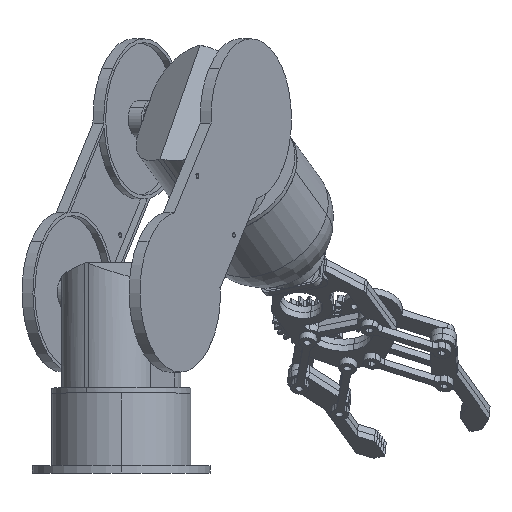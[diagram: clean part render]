
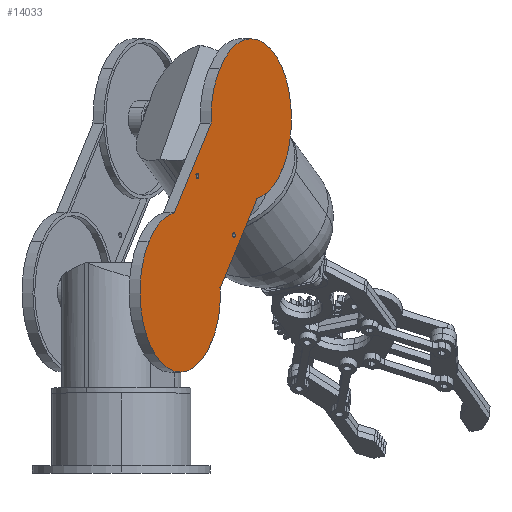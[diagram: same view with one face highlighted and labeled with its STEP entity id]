
A CAD part, top view. The second image highlights one B-rep face of the part: STEP entity #14033.
In plain terms, the highlighted planar face has unit normal (0.865, 0, 0.502).
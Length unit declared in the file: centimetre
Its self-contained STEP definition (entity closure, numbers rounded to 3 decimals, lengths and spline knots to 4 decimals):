
#15 = DIRECTION ( 'NONE',  ( -0.865, 0., -0.502 ) ) ;
#106 = DIRECTION ( 'NONE',  ( -0.389, 0.632, 0.67 ) ) ;
#530 = ORIENTED_EDGE ( 'NONE', *, *, #6452, .T. ) ;
#910 = DIRECTION ( 'NONE',  ( -0.865, 0., -0.502 ) ) ;
#1835 = EDGE_CURVE ( 'NONE', #18900, #28531, #22646, .T. ) ;
#1861 = CARTESIAN_POINT ( 'NONE',  ( 3.7792, 3.5073, 5.6194 ) ) ;
#2280 = CARTESIAN_POINT ( 'NONE',  ( 3.0389, 4.7118, 6.8963 ) ) ;
#2561 = AXIS2_PLACEMENT_3D ( 'NONE', #28570, #22688, #14851 ) ;
#2642 = EDGE_CURVE ( 'NONE', #23925, #5159, #30600, .T. ) ;
#2941 = CARTESIAN_POINT ( 'NONE',  ( 4.0457, 4.7871, 5.1597 ) ) ;
#4333 = DIRECTION ( 'NONE',  ( -0.865, 0., -0.502 ) ) ;
#4475 = AXIS2_PLACEMENT_3D ( 'NONE', #21024, #18156, #22920 ) ;
#4743 = DIRECTION ( 'NONE',  ( -0.317, -0.775, 0.547 ) ) ;
#4745 = ORIENTED_EDGE ( 'NONE', *, *, #23212, .F. ) ;
#4836 = EDGE_CURVE ( 'NONE', #16432, #23925, #25077, .T. ) ;
#5159 = VERTEX_POINT ( 'NONE', #11532 ) ;
#5182 = ORIENTED_EDGE ( 'NONE', *, *, #4836, .F. ) ;
#5355 = CIRCLE ( 'NONE', #24394, 0.9525 ) ;
#5362 = EDGE_LOOP ( 'NONE', ( #530, #30345 ) ) ;
#5384 = EDGE_CURVE ( 'NONE', #29012, #12023, #27318, .T. ) ;
#6196 = CARTESIAN_POINT ( 'NONE',  ( 4.6211, 5.5643, 4.1672 ) ) ;
#6452 = EDGE_CURVE ( 'NONE', #22760, #19019, #20536, .T. ) ;
#7032 = AXIS2_PLACEMENT_3D ( 'NONE', #17795, #17303, #32919 ) ;
#7330 = CARTESIAN_POINT ( 'NONE',  ( 4.3218, 5.2246, 4.6834 ) ) ;
#7922 = ORIENTED_EDGE ( 'NONE', *, *, #2642, .F. ) ;
#8230 = CARTESIAN_POINT ( 'NONE',  ( 3.409, 4.1096, 6.2578 ) ) ;
#8617 = CARTESIAN_POINT ( 'NONE',  ( 3.3382, 5.0515, 6.38 ) ) ;
#8692 = ORIENTED_EDGE ( 'NONE', *, *, #32390, .F. ) ;
#9538 = ORIENTED_EDGE ( 'NONE', *, *, #21036, .F. ) ;
#9664 = DIRECTION ( 'NONE',  ( -0.389, 0.632, 0.67 ) ) ;
#9748 = FACE_BOUND ( 'NONE', #12614, .T. ) ;
#10084 = FACE_OUTER_BOUND ( 'NONE', #26927, .T. ) ;
#10401 = FACE_BOUND ( 'NONE', #5362, .T. ) ;
#11239 = CIRCLE ( 'NONE', #13973, 0.03 ) ;
#11507 = DIRECTION ( 'NONE',  ( -0.389, 0.632, 0.67 ) ) ;
#11523 = CIRCLE ( 'NONE', #14800, 0.9525 ) ;
#11532 = CARTESIAN_POINT ( 'NONE',  ( 3.8861, 4.16, 5.435 ) ) ;
#11793 = VECTOR ( 'NONE', #25503, 100. ) ;
#11872 = EDGE_CURVE ( 'NONE', #30130, #12480, #30137, .T. ) ;
#12023 = VERTEX_POINT ( 'NONE', #2280 ) ;
#12419 = CARTESIAN_POINT ( 'NONE',  ( 4.0573, 4.7682, 5.1396 ) ) ;
#12480 = VERTEX_POINT ( 'NONE', #30402 ) ;
#12614 = EDGE_LOOP ( 'NONE', ( #21087, #14456 ) ) ;
#13329 = DIRECTION ( 'NONE',  ( -0.389, 0.632, 0.67 ) ) ;
#13973 = AXIS2_PLACEMENT_3D ( 'NONE', #15657, #23475, #106 ) ;
#14033 = ADVANCED_FACE ( 'NONE', ( #10084, #10401, #9748 ), #25378, .F. ) ;
#14296 = VERTEX_POINT ( 'NONE', #14986 ) ;
#14390 = DIRECTION ( 'NONE',  ( -0.865, 0., -0.502 ) ) ;
#14456 = ORIENTED_EDGE ( 'NONE', *, *, #11872, .T. ) ;
#14672 = DIRECTION ( 'NONE',  ( -0.389, 0.632, 0.67 ) ) ;
#14721 = DIRECTION ( 'NONE',  ( -0.389, 0.632, 0.67 ) ) ;
#14800 = AXIS2_PLACEMENT_3D ( 'NONE', #8230, #26746, #20990 ) ;
#14851 = DIRECTION ( 'NONE',  ( -0.389, 0.632, 0.67 ) ) ;
#14986 = CARTESIAN_POINT ( 'NONE',  ( 3.8808, 6.7688, 5.444 ) ) ;
#15657 = CARTESIAN_POINT ( 'NONE',  ( 3.6143, 5.4889, 5.9037 ) ) ;
#15731 = EDGE_CURVE ( 'NONE', #19019, #22760, #18563, .T. ) ;
#16432 = VERTEX_POINT ( 'NONE', #6196 ) ;
#17287 = CARTESIAN_POINT ( 'NONE',  ( 4.251, 6.1665, 4.8056 ) ) ;
#17303 = DIRECTION ( 'NONE',  ( -0.865, 0., -0.502 ) ) ;
#17795 = CARTESIAN_POINT ( 'NONE',  ( 4.251, 6.1665, 4.8056 ) ) ;
#18156 = DIRECTION ( 'NONE',  ( -0.865, 0., -0.502 ) ) ;
#18259 = AXIS2_PLACEMENT_3D ( 'NONE', #27477, #14390, #22907 ) ;
#18563 = CIRCLE ( 'NONE', #26125, 0.03 ) ;
#18900 = VERTEX_POINT ( 'NONE', #8617 ) ;
#19019 = VERTEX_POINT ( 'NONE', #24932 ) ;
#19112 = CARTESIAN_POINT ( 'NONE',  ( 3.6027, 5.5079, 5.9238 ) ) ;
#20536 = CIRCLE ( 'NONE', #24324, 0.03 ) ;
#20990 = DIRECTION ( 'NONE',  ( -0.389, 0.632, 0.67 ) ) ;
#21024 = CARTESIAN_POINT ( 'NONE',  ( 4.251, 6.1665, 4.8056 ) ) ;
#21036 = EDGE_CURVE ( 'NONE', #28531, #14296, #21696, .T. ) ;
#21087 = ORIENTED_EDGE ( 'NONE', *, *, #29583, .T. ) ;
#21321 = CIRCLE ( 'NONE', #4475, 0.9525 ) ;
#21696 = CIRCLE ( 'NONE', #7032, 0.9525 ) ;
#21731 = CARTESIAN_POINT ( 'NONE',  ( 4.3218, 5.2246, 4.6834 ) ) ;
#22173 = DIRECTION ( 'NONE',  ( -0.865, 0., -0.502 ) ) ;
#22621 = CARTESIAN_POINT ( 'NONE',  ( 3.409, 4.1096, 6.2578 ) ) ;
#22646 = LINE ( 'NONE', #32984, #11793 ) ;
#22688 = DIRECTION ( 'NONE',  ( -0.865, 0., -0.502 ) ) ;
#22760 = VERTEX_POINT ( 'NONE', #12419 ) ;
#22907 = DIRECTION ( 'NONE',  ( -0.389, 0.632, 0.67 ) ) ;
#22920 = DIRECTION ( 'NONE',  ( -0.389, 0.632, 0.67 ) ) ;
#23212 = EDGE_CURVE ( 'NONE', #5159, #29012, #5355, .T. ) ;
#23475 = DIRECTION ( 'NONE',  ( -0.865, 0., -0.502 ) ) ;
#23925 = VERTEX_POINT ( 'NONE', #21731 ) ;
#24324 = AXIS2_PLACEMENT_3D ( 'NONE', #27249, #22173, #14672 ) ;
#24394 = AXIS2_PLACEMENT_3D ( 'NONE', #24776, #910, #11507 ) ;
#24776 = CARTESIAN_POINT ( 'NONE',  ( 3.409, 4.1096, 6.2578 ) ) ;
#24932 = CARTESIAN_POINT ( 'NONE',  ( 4.034, 4.8061, 5.1798 ) ) ;
#25077 = CIRCLE ( 'NONE', #29398, 0.9525 ) ;
#25273 = ORIENTED_EDGE ( 'NONE', *, *, #5384, .F. ) ;
#25358 = EDGE_CURVE ( 'NONE', #12023, #18900, #11523, .T. ) ;
#25378 = PLANE ( 'NONE',  #2561 ) ;
#25503 = DIRECTION ( 'NONE',  ( 0.317, 0.775, -0.547 ) ) ;
#25653 = CARTESIAN_POINT ( 'NONE',  ( 3.7739, 6.1161, 5.6285 ) ) ;
#26021 = VECTOR ( 'NONE', #4743, 100. ) ;
#26125 = AXIS2_PLACEMENT_3D ( 'NONE', #2941, #15, #13329 ) ;
#26226 = AXIS2_PLACEMENT_3D ( 'NONE', #22621, #33439, #9664 ) ;
#26746 = DIRECTION ( 'NONE',  ( -0.865, 0., -0.502 ) ) ;
#26927 = EDGE_LOOP ( 'NONE', ( #4745, #7922, #5182, #8692, #9538, #27222, #30768, #25273 ) ) ;
#27222 = ORIENTED_EDGE ( 'NONE', *, *, #1835, .F. ) ;
#27249 = CARTESIAN_POINT ( 'NONE',  ( 4.0457, 4.7871, 5.1597 ) ) ;
#27318 = CIRCLE ( 'NONE', #26226, 0.9525 ) ;
#27477 = CARTESIAN_POINT ( 'NONE',  ( 3.6143, 5.4889, 5.9037 ) ) ;
#28531 = VERTEX_POINT ( 'NONE', #25653 ) ;
#28570 = CARTESIAN_POINT ( 'NONE',  ( 3.409, 4.1096, 6.2578 ) ) ;
#29012 = VERTEX_POINT ( 'NONE', #1861 ) ;
#29398 = AXIS2_PLACEMENT_3D ( 'NONE', #17287, #4333, #14721 ) ;
#29583 = EDGE_CURVE ( 'NONE', #12480, #30130, #11239, .T. ) ;
#30130 = VERTEX_POINT ( 'NONE', #19112 ) ;
#30137 = CIRCLE ( 'NONE', #18259, 0.03 ) ;
#30345 = ORIENTED_EDGE ( 'NONE', *, *, #15731, .T. ) ;
#30402 = CARTESIAN_POINT ( 'NONE',  ( 3.626, 5.47, 5.8836 ) ) ;
#30600 = LINE ( 'NONE', #7330, #26021 ) ;
#30768 = ORIENTED_EDGE ( 'NONE', *, *, #25358, .F. ) ;
#32390 = EDGE_CURVE ( 'NONE', #14296, #16432, #21321, .T. ) ;
#32919 = DIRECTION ( 'NONE',  ( -0.389, 0.632, 0.67 ) ) ;
#32984 = CARTESIAN_POINT ( 'NONE',  ( 3.7739, 6.1161, 5.6285 ) ) ;
#33439 = DIRECTION ( 'NONE',  ( -0.865, 0., -0.502 ) ) ;
